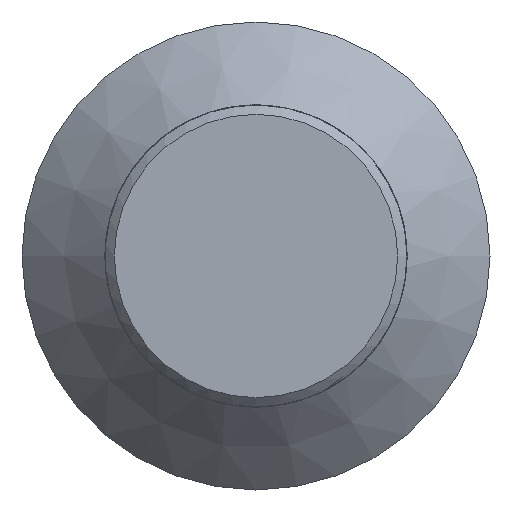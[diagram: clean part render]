
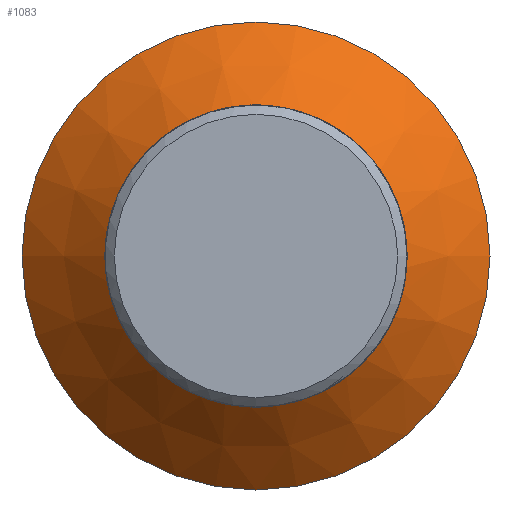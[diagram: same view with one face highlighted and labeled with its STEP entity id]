
A CAD part, front view. The second image highlights one B-rep face of the part: STEP entity #1083.
In plain terms, the highlighted conical face has half-angle 45 degrees and reference radius 3.15 mm.
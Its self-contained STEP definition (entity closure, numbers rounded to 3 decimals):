
#16=CONICAL_SURFACE('',#1167,3.15,0.785);
#113=FACE_OUTER_BOUND('',#175,.T.);
#175=EDGE_LOOP('',(#993,#994,#995,#996,#997,#998));
#176=CIRCLE('',#1099,2.451);
#181=CIRCLE('',#1156,2.451);
#182=CIRCLE('',#1157,2.451);
#186=CIRCLE('',#1166,3.8);
#332=LINE('',#3305,#428);
#428=VECTOR('',#1405,3.15);
#431=VERTEX_POINT('',#1411);
#432=VERTEX_POINT('',#1422);
#524=VERTEX_POINT('',#2896);
#527=VERTEX_POINT('',#3301);
#530=EDGE_CURVE('',#431,#432,#176,.F.);
#673=EDGE_CURVE('',#432,#524,#181,.F.);
#674=EDGE_CURVE('',#524,#431,#182,.F.);
#682=EDGE_CURVE('',#527,#527,#186,.T.);
#684=EDGE_CURVE('',#524,#527,#332,.T.);
#993=ORIENTED_EDGE('',*,*,#673,.F.);
#994=ORIENTED_EDGE('',*,*,#530,.F.);
#995=ORIENTED_EDGE('',*,*,#674,.F.);
#996=ORIENTED_EDGE('',*,*,#684,.T.);
#997=ORIENTED_EDGE('',*,*,#682,.T.);
#998=ORIENTED_EDGE('',*,*,#684,.F.);
#1083=ADVANCED_FACE('',(#113),#16,.T.);
#1099=AXIS2_PLACEMENT_3D('',#1423,#1173,#1174);
#1156=AXIS2_PLACEMENT_3D('',#2897,#1379,#1380);
#1157=AXIS2_PLACEMENT_3D('',#2898,#1381,#1382);
#1166=AXIS2_PLACEMENT_3D('',#3302,#1400,#1401);
#1167=AXIS2_PLACEMENT_3D('',#3304,#1403,#1404);
#1173=DIRECTION('center_axis',(0.,1.,0.));
#1174=DIRECTION('ref_axis',(1.,0.,0.));
#1379=DIRECTION('center_axis',(0.,1.,0.));
#1380=DIRECTION('ref_axis',(1.,0.,0.));
#1381=DIRECTION('center_axis',(0.,1.,0.));
#1382=DIRECTION('ref_axis',(1.,0.,0.));
#1400=DIRECTION('center_axis',(0.,-1.,0.));
#1401=DIRECTION('ref_axis',(1.,0.,0.));
#1403=DIRECTION('center_axis',(0.,1.,0.));
#1404=DIRECTION('ref_axis',(1.,0.,0.));
#1405=DIRECTION('',(-0.707,0.707,0.));
#1411=CARTESIAN_POINT('',(1.076,8.551,2.203));
#1422=CARTESIAN_POINT('',(-1.075,8.551,2.202));
#1423=CARTESIAN_POINT('Origin',(0.,8.551,0.));
#2896=CARTESIAN_POINT('',(-2.451,8.551,0.));
#2897=CARTESIAN_POINT('Origin',(0.,8.551,0.));
#2898=CARTESIAN_POINT('Origin',(0.,8.551,0.));
#3301=CARTESIAN_POINT('',(-3.8,9.9,0.));
#3302=CARTESIAN_POINT('Origin',(0.,9.9,0.));
#3304=CARTESIAN_POINT('Origin',(0.,9.25,0.));
#3305=CARTESIAN_POINT('',(-3.15,9.25,0.));
